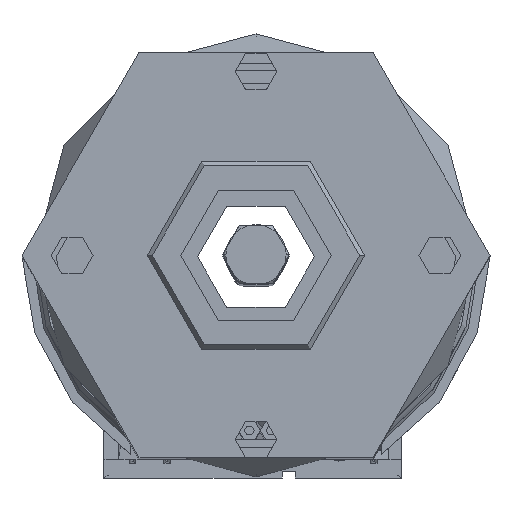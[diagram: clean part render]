
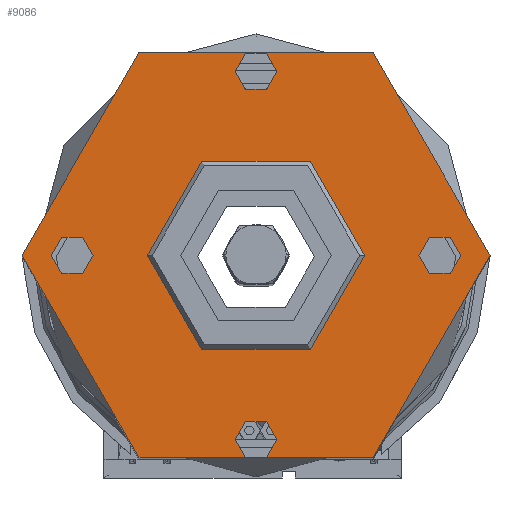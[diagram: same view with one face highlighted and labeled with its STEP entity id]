
A CAD part, top view. The second image highlights one B-rep face of the part: STEP entity #9086.
In plain terms, the highlighted planar face has unit normal (0, 0, 1).
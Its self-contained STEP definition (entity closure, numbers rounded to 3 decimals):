
#27 = VERTEX_POINT ( 'NONE', #9070 ) ;
#136 = ORIENTED_EDGE ( 'NONE', *, *, #2315, .T. ) ;
#374 = ORIENTED_EDGE ( 'NONE', *, *, #12980, .T. ) ;
#479 = AXIS2_PLACEMENT_3D ( 'NONE', #13461, #7539, #1086 ) ;
#728 = DIRECTION ( 'NONE',  ( 1., 0., 0. ) ) ;
#764 = EDGE_CURVE ( 'NONE', #11601, #7625, #6338, .T. ) ;
#770 = DIRECTION ( 'NONE',  ( 0., 0., -1. ) ) ;
#1014 = CARTESIAN_POINT ( 'NONE',  ( 0., -11., 9. ) ) ;
#1086 = DIRECTION ( 'NONE',  ( 1., 0., 0. ) ) ;
#1219 = AXIS2_PLACEMENT_3D ( 'NONE', #4743, #11852, #5798 ) ;
#1725 = FACE_BOUND ( 'NONE', #11632, .T. ) ;
#1760 = CIRCLE ( 'NONE', #4749, 1.25 ) ;
#1788 = VERTEX_POINT ( 'NONE', #1989 ) ;
#1880 = CARTESIAN_POINT ( 'NONE',  ( -9.75, 0., 9. ) ) ;
#1921 = DIRECTION ( 'NONE',  ( 1., 0., 0. ) ) ;
#1981 = DIRECTION ( 'NONE',  ( 0., 0., -1. ) ) ;
#1989 = CARTESIAN_POINT ( 'NONE',  ( -14., 0., 9. ) ) ;
#2019 = CARTESIAN_POINT ( 'NONE',  ( -1.25, 11., 9. ) ) ;
#2165 = CARTESIAN_POINT ( 'NONE',  ( 11., 0., 9. ) ) ;
#2169 = AXIS2_PLACEMENT_3D ( 'NONE', #6386, #6293, #6271 ) ;
#2196 = CARTESIAN_POINT ( 'NONE',  ( 6.5, 0., 9. ) ) ;
#2315 = EDGE_CURVE ( 'NONE', #3223, #3902, #12298, .T. ) ;
#2547 = AXIS2_PLACEMENT_3D ( 'NONE', #2165, #1981, #1921 ) ;
#2742 = ORIENTED_EDGE ( 'NONE', *, *, #6521, .T. ) ;
#2794 = AXIS2_PLACEMENT_3D ( 'NONE', #1014, #770, #728 ) ;
#2819 = DIRECTION ( 'NONE',  ( 1., 0., 0. ) ) ;
#2828 = CIRCLE ( 'NONE', #3582, 1.25 ) ;
#2872 = DIRECTION ( 'NONE',  ( 0., 0., -1. ) ) ;
#3026 = ORIENTED_EDGE ( 'NONE', *, *, #4295, .T. ) ;
#3223 = VERTEX_POINT ( 'NONE', #11691 ) ;
#3318 = CIRCLE ( 'NONE', #6477, 14. ) ;
#3418 = ORIENTED_EDGE ( 'NONE', *, *, #764, .T. ) ;
#3582 = AXIS2_PLACEMENT_3D ( 'NONE', #12196, #12168, #12152 ) ;
#3737 = CARTESIAN_POINT ( 'NONE',  ( 0., 11., 9. ) ) ;
#3902 = VERTEX_POINT ( 'NONE', #2196 ) ;
#4143 = CIRCLE ( 'NONE', #2794, 1.25 ) ;
#4295 = EDGE_CURVE ( 'NONE', #12549, #12366, #2828, .T. ) ;
#4585 = EDGE_CURVE ( 'NONE', #12366, #12549, #1760, .T. ) ;
#4655 = CIRCLE ( 'NONE', #2547, 1.25 ) ;
#4656 = DIRECTION ( 'NONE',  ( 1., 0., 0. ) ) ;
#4664 = FACE_OUTER_BOUND ( 'NONE', #11589, .T. ) ;
#4701 = DIRECTION ( 'NONE',  ( 0., 0., -1. ) ) ;
#4743 = CARTESIAN_POINT ( 'NONE',  ( 0., 0., 9. ) ) ;
#4748 = CARTESIAN_POINT ( 'NONE',  ( 0., -11., 9. ) ) ;
#4749 = AXIS2_PLACEMENT_3D ( 'NONE', #5947, #5902, #5857 ) ;
#4962 = VERTEX_POINT ( 'NONE', #13455 ) ;
#5163 = CIRCLE ( 'NONE', #10574, 1.25 ) ;
#5279 = ORIENTED_EDGE ( 'NONE', *, *, #4585, .T. ) ;
#5547 = EDGE_CURVE ( 'NONE', #9475, #27, #4143, .T. ) ;
#5650 = FACE_BOUND ( 'NONE', #10123, .T. ) ;
#5798 = DIRECTION ( 'NONE',  ( -1., 0., 0. ) ) ;
#5857 = DIRECTION ( 'NONE',  ( 1., 0., 0. ) ) ;
#5901 = ORIENTED_EDGE ( 'NONE', *, *, #9588, .T. ) ;
#5902 = DIRECTION ( 'NONE',  ( 0., 0., -1. ) ) ;
#5947 = CARTESIAN_POINT ( 'NONE',  ( -11., 0., 9. ) ) ;
#6271 = DIRECTION ( 'NONE',  ( 1., 0., 0. ) ) ;
#6287 = AXIS2_PLACEMENT_3D ( 'NONE', #6344, #13321, #7393 ) ;
#6293 = DIRECTION ( 'NONE',  ( 0., 0., 1. ) ) ;
#6338 = CIRCLE ( 'NONE', #10704, 1.25 ) ;
#6344 = CARTESIAN_POINT ( 'NONE',  ( 11., 0., 9. ) ) ;
#6386 = CARTESIAN_POINT ( 'NONE',  ( 0., 0., 9. ) ) ;
#6437 = PLANE ( 'NONE',  #2169 ) ;
#6477 = AXIS2_PLACEMENT_3D ( 'NONE', #13227, #13186, #13147 ) ;
#6521 = EDGE_CURVE ( 'NONE', #7625, #11601, #5163, .T. ) ;
#7026 = ORIENTED_EDGE ( 'NONE', *, *, #5547, .T. ) ;
#7393 = DIRECTION ( 'NONE',  ( 1., 0., 0. ) ) ;
#7470 = FACE_BOUND ( 'NONE', #11034, .T. ) ;
#7539 = DIRECTION ( 'NONE',  ( 0., 0., -1. ) ) ;
#7594 = CARTESIAN_POINT ( 'NONE',  ( 9.75, 0., 9. ) ) ;
#7625 = VERTEX_POINT ( 'NONE', #11871 ) ;
#7783 = ORIENTED_EDGE ( 'NONE', *, *, #10301, .T. ) ;
#7861 = VERTEX_POINT ( 'NONE', #7594 ) ;
#8071 = CARTESIAN_POINT ( 'NONE',  ( 14., 0., 9. ) ) ;
#8251 = CIRCLE ( 'NONE', #479, 6.5 ) ;
#8791 = EDGE_CURVE ( 'NONE', #1788, #9353, #3318, .T. ) ;
#9070 = CARTESIAN_POINT ( 'NONE',  ( -1.25, -11., 9. ) ) ;
#9086 = ADVANCED_FACE ( 'NONE', ( #4664, #5650, #12765, #7470, #1725, #12444 ), #6437, .T. ) ;
#9353 = VERTEX_POINT ( 'NONE', #8071 ) ;
#9475 = VERTEX_POINT ( 'NONE', #12776 ) ;
#9588 = EDGE_CURVE ( 'NONE', #27, #9475, #9770, .T. ) ;
#9770 = CIRCLE ( 'NONE', #12984, 1.25 ) ;
#10123 = EDGE_LOOP ( 'NONE', ( #12872, #136 ) ) ;
#10301 = EDGE_CURVE ( 'NONE', #4962, #7861, #4655, .T. ) ;
#10319 = DIRECTION ( 'NONE',  ( 1., 0., 0. ) ) ;
#10333 = DIRECTION ( 'NONE',  ( 0., 0., -1. ) ) ;
#10347 = DIRECTION ( 'NONE',  ( 1., 0., 0. ) ) ;
#10374 = CARTESIAN_POINT ( 'NONE',  ( 0., 0., 9. ) ) ;
#10407 = DIRECTION ( 'NONE',  ( 0., 0., -1. ) ) ;
#10434 = CARTESIAN_POINT ( 'NONE',  ( 0., 11., 9. ) ) ;
#10574 = AXIS2_PLACEMENT_3D ( 'NONE', #3737, #2872, #2819 ) ;
#10629 = ORIENTED_EDGE ( 'NONE', *, *, #11576, .T. ) ;
#10704 = AXIS2_PLACEMENT_3D ( 'NONE', #10434, #10407, #10347 ) ;
#10833 = ORIENTED_EDGE ( 'NONE', *, *, #8791, .T. ) ;
#10874 = EDGE_LOOP ( 'NONE', ( #2742, #3418 ) ) ;
#10877 = CIRCLE ( 'NONE', #1219, 14. ) ;
#11034 = EDGE_LOOP ( 'NONE', ( #3026, #5279 ) ) ;
#11474 = EDGE_CURVE ( 'NONE', #3902, #3223, #8251, .T. ) ;
#11576 = EDGE_CURVE ( 'NONE', #7861, #4962, #12863, .T. ) ;
#11589 = EDGE_LOOP ( 'NONE', ( #10833, #374 ) ) ;
#11601 = VERTEX_POINT ( 'NONE', #2019 ) ;
#11632 = EDGE_LOOP ( 'NONE', ( #7026, #5901 ) ) ;
#11691 = CARTESIAN_POINT ( 'NONE',  ( -6.5, 0., 9. ) ) ;
#11852 = DIRECTION ( 'NONE',  ( 0., 0., 1. ) ) ;
#11871 = CARTESIAN_POINT ( 'NONE',  ( 1.25, 11., 9. ) ) ;
#11938 = CARTESIAN_POINT ( 'NONE',  ( -12.25, 0., 9. ) ) ;
#11940 = EDGE_LOOP ( 'NONE', ( #7783, #10629 ) ) ;
#12023 = AXIS2_PLACEMENT_3D ( 'NONE', #10374, #10333, #10319 ) ;
#12152 = DIRECTION ( 'NONE',  ( 1., 0., 0. ) ) ;
#12168 = DIRECTION ( 'NONE',  ( 0., 0., -1. ) ) ;
#12196 = CARTESIAN_POINT ( 'NONE',  ( -11., 0., 9. ) ) ;
#12298 = CIRCLE ( 'NONE', #12023, 6.5 ) ;
#12366 = VERTEX_POINT ( 'NONE', #11938 ) ;
#12444 = FACE_BOUND ( 'NONE', #11940, .T. ) ;
#12549 = VERTEX_POINT ( 'NONE', #1880 ) ;
#12765 = FACE_BOUND ( 'NONE', #10874, .T. ) ;
#12776 = CARTESIAN_POINT ( 'NONE',  ( 1.25, -11., 9. ) ) ;
#12863 = CIRCLE ( 'NONE', #6287, 1.25 ) ;
#12872 = ORIENTED_EDGE ( 'NONE', *, *, #11474, .T. ) ;
#12980 = EDGE_CURVE ( 'NONE', #9353, #1788, #10877, .T. ) ;
#12984 = AXIS2_PLACEMENT_3D ( 'NONE', #4748, #4701, #4656 ) ;
#13147 = DIRECTION ( 'NONE',  ( -1., 0., 0. ) ) ;
#13186 = DIRECTION ( 'NONE',  ( 0., 0., 1. ) ) ;
#13227 = CARTESIAN_POINT ( 'NONE',  ( 0., 0., 9. ) ) ;
#13321 = DIRECTION ( 'NONE',  ( 0., 0., -1. ) ) ;
#13455 = CARTESIAN_POINT ( 'NONE',  ( 12.25, 0., 9. ) ) ;
#13461 = CARTESIAN_POINT ( 'NONE',  ( 0., 0., 9. ) ) ;
